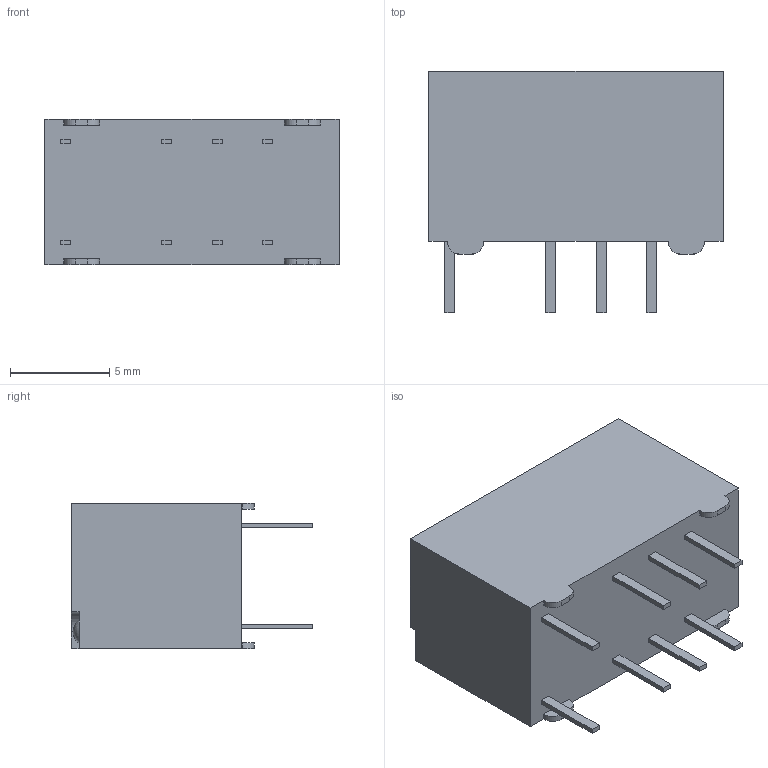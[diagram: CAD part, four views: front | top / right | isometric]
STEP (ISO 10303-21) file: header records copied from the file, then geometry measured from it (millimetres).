
FILE_DESCRIPTION (( 'STEP AP203' ), '1' );
FILE_NAME ('G6S_2.step', '2015-11-30T07:48:44', ( 'OSMC1.0 ' ), ( ' ' ), 'SwSTEP 2.0', 'SolidWorks 2002025', '' );
FILE_SCHEMA (( 'CONFIG_CONTROL_DESIGN' ));
Length unit declared in the file: millimetre
Products named in the file (1): G6S_2
Bounding box: 14.8 x 12.15 x 7.3 mm (x, y, z)
Volume: 927 mm3; surface area: 647 mm2
Topology: 1 solids, 1 shells, 82 faces, 211 edges, 141 vertices
Faces by surface type: plane 68, cylinder 12, sphere 2
Entity records: 2548 total; most frequent: CARTESIAN_POINT 435, ORIENTED_EDGE 422, DIRECTION 405, EDGE_CURVE 211, LINE 183, VECTOR 183, VERTEX_POINT 141, AXIS2_PLACEMENT_3D 111
